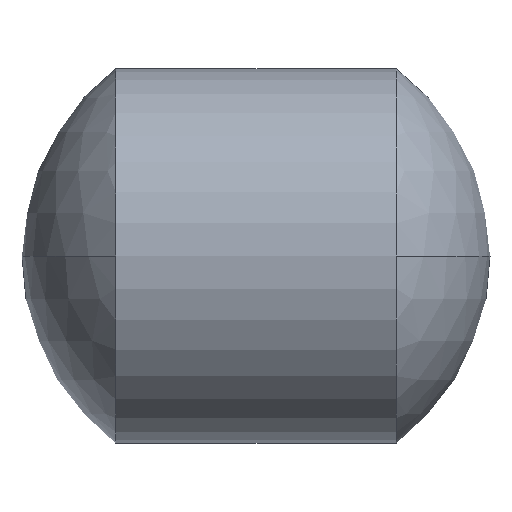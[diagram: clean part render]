
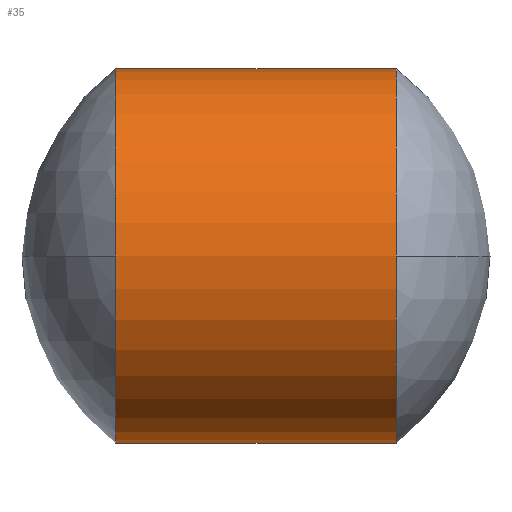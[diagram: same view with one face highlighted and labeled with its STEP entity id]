
A CAD part, front view. The second image highlights one B-rep face of the part: STEP entity #35.
In plain terms, the highlighted cylindrical face has radius 29.997 mm (diameter 59.994 mm), a partial arc.
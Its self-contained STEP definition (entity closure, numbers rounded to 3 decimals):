
#1 = DIRECTION ( 'NONE',  ( -1., 0., 0. ) ) ;
#6 = AXIS2_PLACEMENT_3D ( 'NONE', #30, #64, #172 ) ;
#14 = AXIS2_PLACEMENT_3D ( 'NONE', #259, #210, #273 ) ;
#18 = ORIENTED_EDGE ( 'NONE', *, *, #190, .F. ) ;
#24 = CARTESIAN_POINT ( 'NONE',  ( 3410.456, 1941.196, -29.997 ) ) ;
#25 = CIRCLE ( 'NONE', #48, 29.997 ) ;
#26 = CARTESIAN_POINT ( 'NONE',  ( 3389.119, 1941.196, 29.997 ) ) ;
#30 = CARTESIAN_POINT ( 'NONE',  ( 3410.456, 1941.196, 0. ) ) ;
#35 = ADVANCED_FACE ( 'NONE', ( #158 ), #104, .T. ) ;
#38 = ORIENTED_EDGE ( 'NONE', *, *, #208, .T. ) ;
#40 = VECTOR ( 'NONE', #1, 1000. ) ;
#48 = AXIS2_PLACEMENT_3D ( 'NONE', #290, #341, #239 ) ;
#54 = VECTOR ( 'NONE', #320, 1000. ) ;
#57 = EDGE_CURVE ( 'NONE', #334, #108, #25, .T. ) ;
#64 = DIRECTION ( 'NONE',  ( -1., 0., 0. ) ) ;
#74 = CARTESIAN_POINT ( 'NONE',  ( 3410.456, 1941.196, 29.997 ) ) ;
#95 = CARTESIAN_POINT ( 'NONE',  ( 3410.456, 1911.199, 0. ) ) ;
#98 = VERTEX_POINT ( 'NONE', #24 ) ;
#102 = CIRCLE ( 'NONE', #122, 29.997 ) ;
#104 = CYLINDRICAL_SURFACE ( 'NONE', #157, 29.997 ) ;
#106 = ORIENTED_EDGE ( 'NONE', *, *, #110, .T. ) ;
#108 = VERTEX_POINT ( 'NONE', #340 ) ;
#110 = EDGE_CURVE ( 'NONE', #279, #284, #275, .T. ) ;
#112 = DIRECTION ( 'NONE',  ( -1., 0., 0. ) ) ;
#122 = AXIS2_PLACEMENT_3D ( 'NONE', #304, #306, #153 ) ;
#142 = CARTESIAN_POINT ( 'NONE',  ( 3455.452, 1941.196, -29.997 ) ) ;
#151 = CARTESIAN_POINT ( 'NONE',  ( 3455.452, 1941.196, 29.997 ) ) ;
#153 = DIRECTION ( 'NONE',  ( 0., 0., 1. ) ) ;
#155 = LINE ( 'NONE', #204, #54 ) ;
#157 = AXIS2_PLACEMENT_3D ( 'NONE', #342, #112, #166 ) ;
#158 = FACE_OUTER_BOUND ( 'NONE', #309, .T. ) ;
#166 = DIRECTION ( 'NONE',  ( 0., 0., 1. ) ) ;
#172 = DIRECTION ( 'NONE',  ( 0., 0., 1. ) ) ;
#178 = CIRCLE ( 'NONE', #6, 29.997 ) ;
#190 = EDGE_CURVE ( 'NONE', #330, #284, #178, .T. ) ;
#196 = ORIENTED_EDGE ( 'NONE', *, *, #269, .F. ) ;
#204 = CARTESIAN_POINT ( 'NONE',  ( 3389.119, 1941.196, -29.997 ) ) ;
#208 = EDGE_CURVE ( 'NONE', #108, #279, #262, .T. ) ;
#210 = DIRECTION ( 'NONE',  ( -1., 0., 0. ) ) ;
#217 = ORIENTED_EDGE ( 'NONE', *, *, #339, .F. ) ;
#239 = DIRECTION ( 'NONE',  ( 0., 0., 1. ) ) ;
#259 = CARTESIAN_POINT ( 'NONE',  ( 3455.452, 1941.196, 0. ) ) ;
#262 = CIRCLE ( 'NONE', #14, 29.997 ) ;
#269 = EDGE_CURVE ( 'NONE', #98, #330, #102, .T. ) ;
#273 = DIRECTION ( 'NONE',  ( 0., 0., 1. ) ) ;
#275 = LINE ( 'NONE', #26, #40 ) ;
#279 = VERTEX_POINT ( 'NONE', #151 ) ;
#284 = VERTEX_POINT ( 'NONE', #74 ) ;
#290 = CARTESIAN_POINT ( 'NONE',  ( 3455.452, 1941.196, 0. ) ) ;
#303 = ORIENTED_EDGE ( 'NONE', *, *, #57, .T. ) ;
#304 = CARTESIAN_POINT ( 'NONE',  ( 3410.456, 1941.196, 0. ) ) ;
#306 = DIRECTION ( 'NONE',  ( -1., 0., 0. ) ) ;
#309 = EDGE_LOOP ( 'NONE', ( #217, #303, #38, #106, #18, #196 ) ) ;
#320 = DIRECTION ( 'NONE',  ( -1., 0., 0. ) ) ;
#330 = VERTEX_POINT ( 'NONE', #95 ) ;
#334 = VERTEX_POINT ( 'NONE', #142 ) ;
#339 = EDGE_CURVE ( 'NONE', #334, #98, #155, .T. ) ;
#340 = CARTESIAN_POINT ( 'NONE',  ( 3455.452, 1911.199, 0. ) ) ;
#341 = DIRECTION ( 'NONE',  ( -1., 0., 0. ) ) ;
#342 = CARTESIAN_POINT ( 'NONE',  ( 3389.119, 1941.196, 0. ) ) ;
